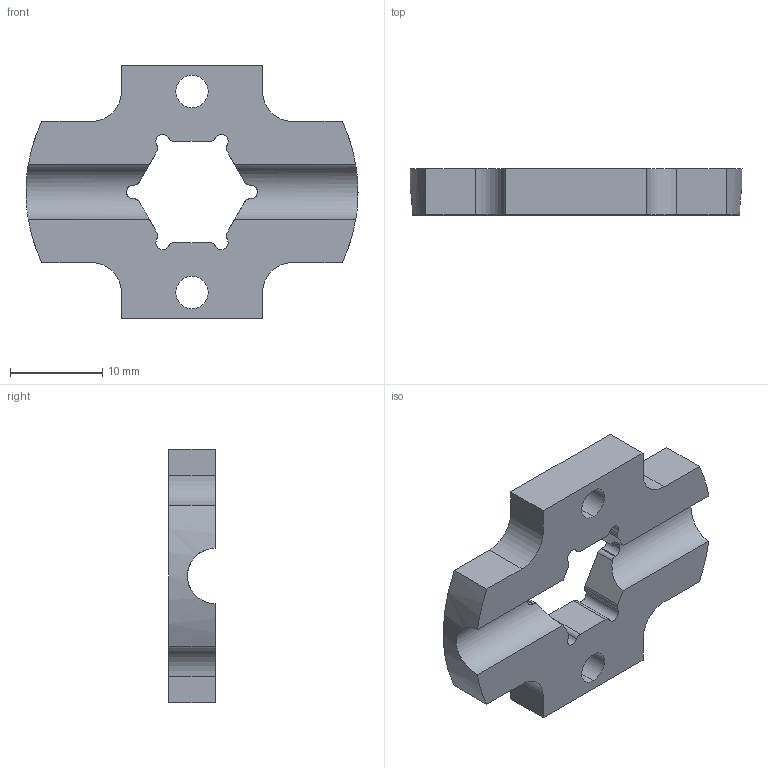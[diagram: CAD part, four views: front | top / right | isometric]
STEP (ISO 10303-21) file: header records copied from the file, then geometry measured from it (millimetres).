
FILE_DESCRIPTION (( 'STEP AP203' ), '1' );
FILE_NAME ('30-YS-0003-00.STEP', '2022-03-22T08:11:36', ( '' ), ( '' ), 'SwSTEP 2.0', 'SolidWorks 2020', '' );
FILE_SCHEMA (( 'CONFIG_CONTROL_DESIGN' ));
Length unit declared in the file: millimetre
Products named in the file (1): 30-YS-0003-00
Bounding box: 36 x 5 x 27.5 mm (x, y, z)
Volume: 2648.8 mm3; surface area: 2135.2 mm2
Topology: 1 solids, 1 shells, 57 faces, 168 edges, 112 vertices
Faces by surface type: cylinder 38, plane 19
Entity records: 2121 total; most frequent: CARTESIAN_POINT 486, ORIENTED_EDGE 336, DIRECTION 328, EDGE_CURVE 168, AXIS2_PLACEMENT_3D 120, VERTEX_POINT 112, LINE 88, VECTOR 88
